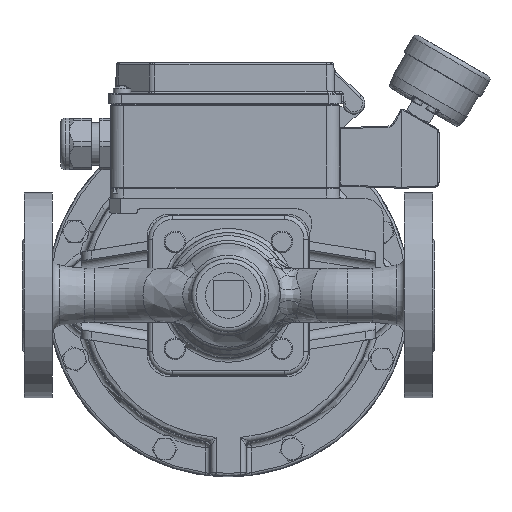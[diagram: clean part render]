
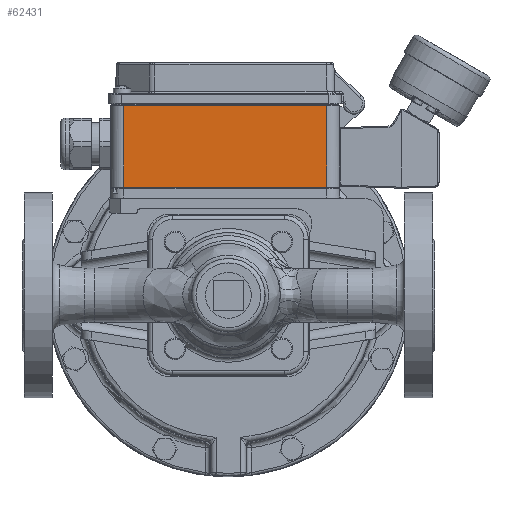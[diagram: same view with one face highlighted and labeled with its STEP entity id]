
A CAD part, front view. The second image highlights one B-rep face of the part: STEP entity #62431.
In plain terms, the highlighted planar face has unit normal (0, -1, -0.018).
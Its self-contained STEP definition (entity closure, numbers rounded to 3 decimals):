
#6051=PLANE('',#68176);
#10005=FACE_OUTER_BOUND('',#13777,.T.);
#13777=EDGE_LOOP('',(#52327,#52328,#52329,#52330));
#17714=LINE('',#127621,#21499);
#17721=LINE('',#127685,#21506);
#17722=LINE('',#127688,#21507);
#17723=LINE('',#127689,#21508);
#21499=VECTOR('',#82075,37.803);
#21506=VECTOR('',#82096,37.803);
#21507=VECTOR('',#82101,94.);
#21508=VECTOR('',#82102,94.);
#28472=VERTEX_POINT('',#127619);
#28473=VERTEX_POINT('',#127620);
#28482=VERTEX_POINT('',#127673);
#28483=VERTEX_POINT('',#127684);
#36776=EDGE_CURVE('',#28472,#28473,#17714,.T.);
#36790=EDGE_CURVE('',#28483,#28482,#17721,.T.);
#36792=EDGE_CURVE('',#28482,#28472,#17722,.T.);
#36793=EDGE_CURVE('',#28473,#28483,#17723,.T.);
#52327=ORIENTED_EDGE('',*,*,#36790,.T.);
#52328=ORIENTED_EDGE('',*,*,#36792,.T.);
#52329=ORIENTED_EDGE('',*,*,#36776,.T.);
#52330=ORIENTED_EDGE('',*,*,#36793,.T.);
#62431=ADVANCED_FACE('',(#10005),#6051,.T.);
#68176=AXIS2_PLACEMENT_3D('',#127687,#82099,#82100);
#82075=DIRECTION('',(0.,0.018,-1.));
#82096=DIRECTION('',(0.,-0.018,1.));
#82099=DIRECTION('center_axis',(0.,-1.,
-0.018));
#82100=DIRECTION('ref_axis',(0.,0.018,-1.));
#82101=DIRECTION('',(-1.,0.,0.));
#82102=DIRECTION('',(1.,0.,0.));
#127619=CARTESIAN_POINT('',(-41.81,116.798,87.846));
#127620=CARTESIAN_POINT('',(-41.81,117.491,50.05));
#127621=CARTESIAN_POINT('',(-41.81,117.491,50.05));
#127673=CARTESIAN_POINT('',(52.19,116.798,87.846));
#127684=CARTESIAN_POINT('',(52.19,117.491,50.05));
#127685=CARTESIAN_POINT('',(52.19,117.491,50.05));
#127687=CARTESIAN_POINT('Origin',(-47.81,117.491,50.05));
#127688=CARTESIAN_POINT('',(-41.81,116.798,87.846));
#127689=CARTESIAN_POINT('',(-47.81,117.491,50.05));
